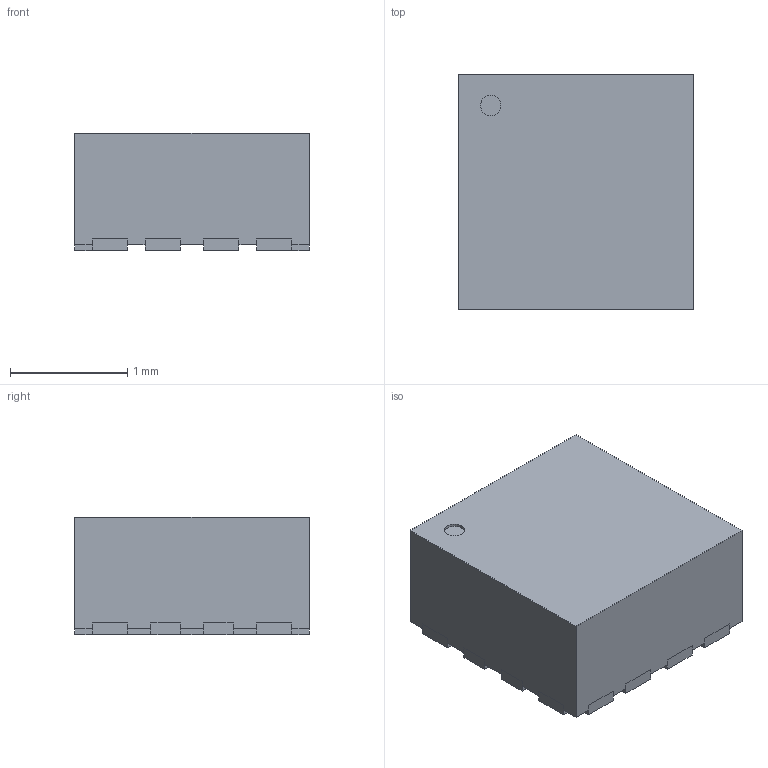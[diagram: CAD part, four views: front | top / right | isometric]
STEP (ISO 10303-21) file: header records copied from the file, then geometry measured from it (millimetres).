
FILE_DESCRIPTION(/* description */ ('Unknown'),/* implementation_level */ '2;1');
FILE_NAME(/* name */ 'TPS259470LRPWR',/* time_stamp */ '2024-03-01T12:37:52+02:00',/* author */ ('Unknown'),/* organization */ ('Unknown'),/* preprocessor_version */ 'ST-DEVELOPER v18.102',/* originating_system */ 'Solid Edge',/* authorisation */ 'Unknown');
FILE_SCHEMA (('AUTOMOTIVE_DESIGN {1 0 10303 214 3 1 1}'));
Length unit declared in the file: millimetre
Products named in the file (1): TPS259470LRPWR
Bounding box: 2 x 2 x 1 mm (x, y, z)
Volume: 3.9 mm3; surface area: 16.7 mm2
Topology: 1 solids, 1 shells, 84 faces, 243 edges, 162 vertices
Faces by surface type: plane 72, cylinder 12
Full cylindrical faces by diameter (mm): 0.173 x1
Entity records: 3338 total; most frequent: CARTESIAN_POINT 489, ORIENTED_EDGE 484, DIRECTION 436, EDGE_CURVE 242, LINE 218, VECTOR 218, VERTEX_POINT 162, AXIS2_PLACEMENT_3D 109
